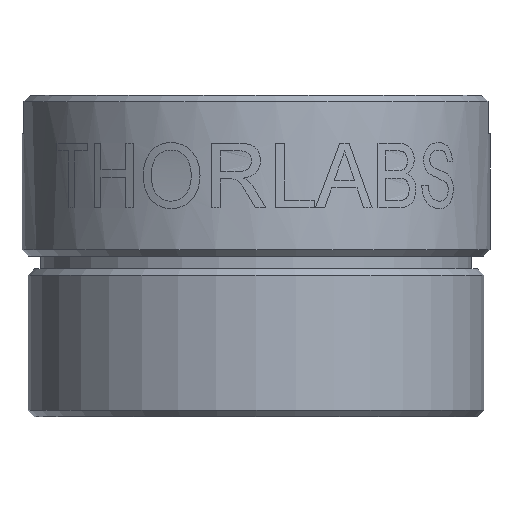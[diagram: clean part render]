
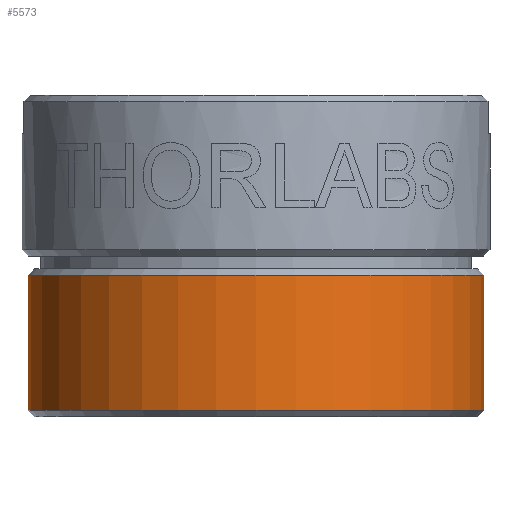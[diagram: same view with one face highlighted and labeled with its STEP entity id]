
A CAD part, front view. The second image highlights one B-rep face of the part: STEP entity #5573.
In plain terms, the highlighted cylindrical face has radius 4.5 mm (diameter 9 mm), a partial arc.
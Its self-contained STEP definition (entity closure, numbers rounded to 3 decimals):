
#273 = CARTESIAN_POINT ( 'NONE',  ( 0., 0., 3.175 ) ) ;
#274 = DIRECTION ( 'NONE',  ( 0., 0., 1. ) ) ;
#275 = DIRECTION ( 'NONE',  ( 1., 0., 0. ) ) ;
#412 = CARTESIAN_POINT ( 'NONE',  ( -4.5, 0., 3.175 ) ) ;
#413 = DIRECTION ( 'NONE',  ( 0., 0., 1. ) ) ;
#821 = CARTESIAN_POINT ( 'NONE',  ( 0., 0., -0.381 ) ) ;
#822 = DIRECTION ( 'NONE',  ( 0., 0., -1. ) ) ;
#823 = DIRECTION ( 'NONE',  ( -1., 0., 0. ) ) ;
#1367 = VERTEX_POINT ( 'NONE', #2308 ) ;
#1420 = VERTEX_POINT ( 'NONE', #2361 ) ;
#1484 = VERTEX_POINT ( 'NONE', #2425 ) ;
#1524 = VERTEX_POINT ( 'NONE', #2465 ) ;
#1532 = EDGE_LOOP ( 'NONE', ( #6422, #6420, #6436, #6442 ) ) ;
#2308 = CARTESIAN_POINT ( 'NONE',  ( -4.5, 0., -3.048 ) ) ;
#2361 = CARTESIAN_POINT ( 'NONE',  ( 4.5, 0., -3.048 ) ) ;
#2425 = CARTESIAN_POINT ( 'NONE',  ( 4.5, 0., -0.381 ) ) ;
#2465 = CARTESIAN_POINT ( 'NONE',  ( -4.5, 0., -0.381 ) ) ;
#2649 = LINE ( 'NONE', #4502, #6888 ) ;
#2703 = CYLINDRICAL_SURFACE ( 'NONE', #7360, 4.5 ) ;
#2704 = FACE_OUTER_BOUND ( 'NONE', #1532, .T. ) ;
#2731 = LINE ( 'NONE', #412, #7421 ) ;
#4470 = CARTESIAN_POINT ( 'NONE',  ( 0., 0., -3.048 ) ) ;
#4471 = DIRECTION ( 'NONE',  ( 0., 0., 1. ) ) ;
#4472 = DIRECTION ( 'NONE',  ( 1., 0., 0. ) ) ;
#4502 = CARTESIAN_POINT ( 'NONE',  ( 4.5, 0., 3.175 ) ) ;
#4503 = DIRECTION ( 'NONE',  ( 0., 0., 1. ) ) ;
#4710 = CIRCLE ( 'NONE', #4823, 4.5 ) ;
#4823 = AXIS2_PLACEMENT_3D ( 'NONE', #821, #822, #823 ) ;
#5455 = EDGE_CURVE ( 'NONE', #1484, #1524, #4710, .T. ) ;
#5523 = EDGE_CURVE ( 'NONE', #1367, #1420, #6873, .T. ) ;
#5531 = EDGE_CURVE ( 'NONE', #1420, #1484, #2649, .T. ) ;
#5573 = ADVANCED_FACE ( 'NONE', ( #2704 ), #2703, .T. ) ;
#5589 = EDGE_CURVE ( 'NONE', #1367, #1524, #2731, .T. ) ;
#6420 = ORIENTED_EDGE ( 'NONE', *, *, #5523, .T. ) ;
#6422 = ORIENTED_EDGE ( 'NONE', *, *, #5589, .F. ) ;
#6436 = ORIENTED_EDGE ( 'NONE', *, *, #5531, .T. ) ;
#6442 = ORIENTED_EDGE ( 'NONE', *, *, #5455, .T. ) ;
#6873 = CIRCLE ( 'NONE', #6875, 4.5 ) ;
#6875 = AXIS2_PLACEMENT_3D ( 'NONE', #4470, #4471, #4472 ) ;
#6888 = VECTOR ( 'NONE', #4503, 1000. ) ;
#7360 = AXIS2_PLACEMENT_3D ( 'NONE', #273, #274, #275 ) ;
#7421 = VECTOR ( 'NONE', #413, 1000. ) ;
